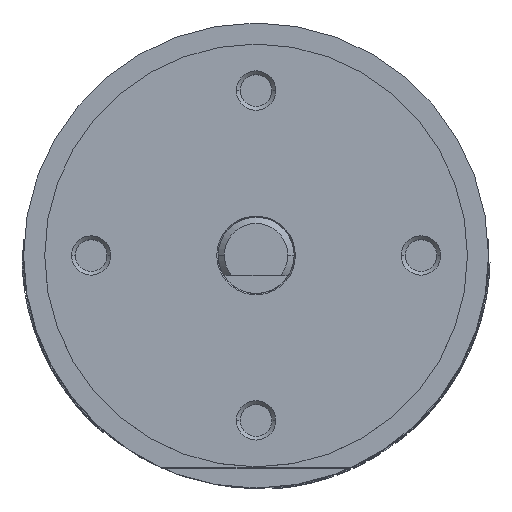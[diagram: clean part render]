
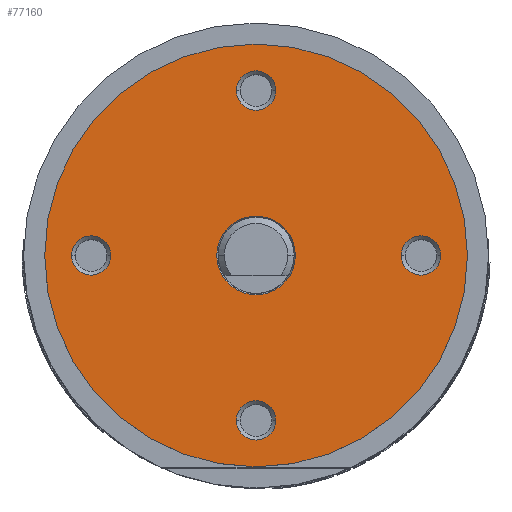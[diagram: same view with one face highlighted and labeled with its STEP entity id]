
A CAD part, top view. The second image highlights one B-rep face of the part: STEP entity #77160.
In plain terms, the highlighted planar face has unit normal (0, 0, 1).
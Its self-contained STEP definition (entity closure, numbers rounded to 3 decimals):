
#87 = AXIS2_PLACEMENT_3D ( 'NONE', #50270, #12556, #56607 ) ;
#688 = DIRECTION ( 'NONE',  ( 0., 0., -1. ) ) ;
#919 = PLANE ( 'NONE',  #62425 ) ;
#1483 = ORIENTED_EDGE ( 'NONE', *, *, #67748, .T. ) ;
#1779 = CARTESIAN_POINT ( 'NONE',  ( 16.663, 0., 0. ) ) ;
#2044 = ORIENTED_EDGE ( 'NONE', *, *, #32483, .T. ) ;
#2310 = ORIENTED_EDGE ( 'NONE', *, *, #77102, .F. ) ;
#2750 = DIRECTION ( 'NONE',  ( 0., 0., 1. ) ) ;
#2769 = CARTESIAN_POINT ( 'NONE',  ( 1.55, 13., 0. ) ) ;
#2833 = CARTESIAN_POINT ( 'NONE',  ( 0., 0., 0. ) ) ;
#3199 = EDGE_LOOP ( 'NONE', ( #2310, #35648 ) ) ;
#4656 = EDGE_CURVE ( 'NONE', #26407, #72760, #53338, .T. ) ;
#5008 = CARTESIAN_POINT ( 'NONE',  ( -16.663, 0., 0. ) ) ;
#5916 = ORIENTED_EDGE ( 'NONE', *, *, #36230, .T. ) ;
#7449 = EDGE_CURVE ( 'NONE', #72760, #26407, #69709, .T. ) ;
#7656 = AXIS2_PLACEMENT_3D ( 'NONE', #34942, #79143, #41249 ) ;
#9007 = EDGE_LOOP ( 'NONE', ( #14204, #12725 ) ) ;
#9129 = DIRECTION ( 'NONE',  ( 1., 0., 0. ) ) ;
#9455 = ORIENTED_EDGE ( 'NONE', *, *, #47827, .T. ) ;
#10187 = VERTEX_POINT ( 'NONE', #1779 ) ;
#10377 = FACE_BOUND ( 'NONE', #24721, .T. ) ;
#11615 = AXIS2_PLACEMENT_3D ( 'NONE', #14135, #58180, #20467 ) ;
#12087 = EDGE_LOOP ( 'NONE', ( #61774, #22572 ) ) ;
#12556 = DIRECTION ( 'NONE',  ( 0., 0., -1. ) ) ;
#12725 = ORIENTED_EDGE ( 'NONE', *, *, #7449, .T. ) ;
#14135 = CARTESIAN_POINT ( 'NONE',  ( 13., 0., 0. ) ) ;
#14204 = ORIENTED_EDGE ( 'NONE', *, *, #4656, .T. ) ;
#15525 = VERTEX_POINT ( 'NONE', #2769 ) ;
#15724 = ORIENTED_EDGE ( 'NONE', *, *, #28056, .T. ) ;
#16453 = AXIS2_PLACEMENT_3D ( 'NONE', #40381, #2750, #46749 ) ;
#17499 = DIRECTION ( 'NONE',  ( 0., 0., -1. ) ) ;
#17641 = AXIS2_PLACEMENT_3D ( 'NONE', #65194, #27401, #71579 ) ;
#17959 = AXIS2_PLACEMENT_3D ( 'NONE', #69857, #32030, #76187 ) ;
#18271 = FACE_BOUND ( 'NONE', #53899, .T. ) ;
#19472 = CARTESIAN_POINT ( 'NONE',  ( 3.1, 0., 0. ) ) ;
#20467 = DIRECTION ( 'NONE',  ( -1., 0., 0. ) ) ;
#21142 = CARTESIAN_POINT ( 'NONE',  ( 0., 0., 0. ) ) ;
#22572 = ORIENTED_EDGE ( 'NONE', *, *, #27869, .T. ) ;
#23778 = CIRCLE ( 'NONE', #17641, 1.55 ) ;
#24721 = EDGE_LOOP ( 'NONE', ( #5916, #15724 ) ) ;
#25401 = CARTESIAN_POINT ( 'NONE',  ( 0., 0., 0. ) ) ;
#26217 = CARTESIAN_POINT ( 'NONE',  ( 0., 3.1, 0. ) ) ;
#26407 = VERTEX_POINT ( 'NONE', #44479 ) ;
#26703 = VERTEX_POINT ( 'NONE', #74286 ) ;
#27401 = DIRECTION ( 'NONE',  ( 0., 0., -1. ) ) ;
#27449 = DIRECTION ( 'NONE',  ( 1., 0., 0. ) ) ;
#27869 = EDGE_CURVE ( 'NONE', #48764, #10187, #65999, .T. ) ;
#28056 = EDGE_CURVE ( 'NONE', #67829, #73353, #39964, .T. ) ;
#28597 = EDGE_LOOP ( 'NONE', ( #1483, #81570 ) ) ;
#28614 = AXIS2_PLACEMENT_3D ( 'NONE', #25401, #69556, #31717 ) ;
#30440 = EDGE_CURVE ( 'NONE', #66202, #54582, #73267, .T. ) ;
#31717 = DIRECTION ( 'NONE',  ( 1., 0., 0. ) ) ;
#32030 = DIRECTION ( 'NONE',  ( 0., 0., -1. ) ) ;
#32483 = EDGE_CURVE ( 'NONE', #75884, #15525, #62002, .T. ) ;
#32541 = DIRECTION ( 'NONE',  ( -1., 0., 0. ) ) ;
#34942 = CARTESIAN_POINT ( 'NONE',  ( -13., 0., 0. ) ) ;
#35144 = DIRECTION ( 'NONE',  ( 0., 0., -1. ) ) ;
#35648 = ORIENTED_EDGE ( 'NONE', *, *, #30440, .F. ) ;
#36230 = EDGE_CURVE ( 'NONE', #73353, #67829, #37283, .T. ) ;
#37283 = CIRCLE ( 'NONE', #11615, 1.55 ) ;
#38280 = CIRCLE ( 'NONE', #16453, 16.663 ) ;
#38346 = CARTESIAN_POINT ( 'NONE',  ( 0., 13., 0. ) ) ;
#39964 = CIRCLE ( 'NONE', #39999, 1.55 ) ;
#39999 = AXIS2_PLACEMENT_3D ( 'NONE', #55229, #17499, #61593 ) ;
#40381 = CARTESIAN_POINT ( 'NONE',  ( 0., 0., 0. ) ) ;
#41249 = DIRECTION ( 'NONE',  ( -1., 0., 0. ) ) ;
#41572 = AXIS2_PLACEMENT_3D ( 'NONE', #21142, #65247, #27449 ) ;
#41849 = FACE_OUTER_BOUND ( 'NONE', #12087, .T. ) ;
#43860 = CIRCLE ( 'NONE', #28614, 3.1 ) ;
#44479 = CARTESIAN_POINT ( 'NONE',  ( 1.55, -13., 0. ) ) ;
#44690 = DIRECTION ( 'NONE',  ( -1., 0., 0. ) ) ;
#46749 = DIRECTION ( 'NONE',  ( 1., 0., 0. ) ) ;
#46835 = DIRECTION ( 'NONE',  ( 0., 0., 1. ) ) ;
#47827 = EDGE_CURVE ( 'NONE', #15525, #75884, #52290, .T. ) ;
#48764 = VERTEX_POINT ( 'NONE', #5008 ) ;
#48974 = EDGE_CURVE ( 'NONE', #10187, #48764, #38280, .T. ) ;
#50270 = CARTESIAN_POINT ( 'NONE',  ( 0., 13., 0. ) ) ;
#50735 = CARTESIAN_POINT ( 'NONE',  ( -1.55, -13., 0. ) ) ;
#52290 = CIRCLE ( 'NONE', #87, 1.55 ) ;
#53338 = CIRCLE ( 'NONE', #78619, 1.55 ) ;
#53899 = EDGE_LOOP ( 'NONE', ( #9455, #2044 ) ) ;
#54084 = AXIS2_PLACEMENT_3D ( 'NONE', #2833, #46835, #9129 ) ;
#54582 = VERTEX_POINT ( 'NONE', #19472 ) ;
#55229 = CARTESIAN_POINT ( 'NONE',  ( 13., 0., 0. ) ) ;
#55768 = CARTESIAN_POINT ( 'NONE',  ( -1.55, 13., 0. ) ) ;
#56607 = DIRECTION ( 'NONE',  ( -1., 0., 0. ) ) ;
#58180 = DIRECTION ( 'NONE',  ( 0., 0., -1. ) ) ;
#58458 = VERTEX_POINT ( 'NONE', #76837 ) ;
#58654 = FACE_BOUND ( 'NONE', #3199, .T. ) ;
#60540 = CARTESIAN_POINT ( 'NONE',  ( 14.55, 0., 0. ) ) ;
#60669 = FACE_BOUND ( 'NONE', #9007, .T. ) ;
#61593 = DIRECTION ( 'NONE',  ( -1., 0., 0. ) ) ;
#61774 = ORIENTED_EDGE ( 'NONE', *, *, #48974, .T. ) ;
#62002 = CIRCLE ( 'NONE', #71691, 1.55 ) ;
#62425 = AXIS2_PLACEMENT_3D ( 'NONE', #26217, #70383, #32541 ) ;
#62766 = CIRCLE ( 'NONE', #7656, 1.55 ) ;
#65194 = CARTESIAN_POINT ( 'NONE',  ( -13., 0., 0. ) ) ;
#65247 = DIRECTION ( 'NONE',  ( 0., 0., 1. ) ) ;
#65999 = CIRCLE ( 'NONE', #41572, 16.663 ) ;
#66202 = VERTEX_POINT ( 'NONE', #78172 ) ;
#67748 = EDGE_CURVE ( 'NONE', #58458, #26703, #62766, .T. ) ;
#67829 = VERTEX_POINT ( 'NONE', #79681 ) ;
#69556 = DIRECTION ( 'NONE',  ( 0., 0., 1. ) ) ;
#69709 = CIRCLE ( 'NONE', #17959, 1.55 ) ;
#69857 = CARTESIAN_POINT ( 'NONE',  ( 0., -13., 0. ) ) ;
#70383 = DIRECTION ( 'NONE',  ( 0., 0., -1. ) ) ;
#71579 = DIRECTION ( 'NONE',  ( -1., 0., 0. ) ) ;
#71691 = AXIS2_PLACEMENT_3D ( 'NONE', #38346, #688, #44690 ) ;
#72760 = VERTEX_POINT ( 'NONE', #50735 ) ;
#73041 = CARTESIAN_POINT ( 'NONE',  ( 0., -13., 0. ) ) ;
#73267 = CIRCLE ( 'NONE', #54084, 3.1 ) ;
#73353 = VERTEX_POINT ( 'NONE', #60540 ) ;
#74286 = CARTESIAN_POINT ( 'NONE',  ( -14.55, 0., 0. ) ) ;
#75502 = FACE_BOUND ( 'NONE', #28597, .T. ) ;
#75884 = VERTEX_POINT ( 'NONE', #55768 ) ;
#76187 = DIRECTION ( 'NONE',  ( -1., 0., 0. ) ) ;
#76837 = CARTESIAN_POINT ( 'NONE',  ( -11.45, 0., 0. ) ) ;
#77102 = EDGE_CURVE ( 'NONE', #54582, #66202, #43860, .T. ) ;
#77160 = ADVANCED_FACE ( 'NONE', ( #60669, #10377, #18271, #75502, #58654, #41849 ), #919, .F. ) ;
#78172 = CARTESIAN_POINT ( 'NONE',  ( -3.1, 0., 0. ) ) ;
#78619 = AXIS2_PLACEMENT_3D ( 'NONE', #73041, #35144, #79361 ) ;
#79143 = DIRECTION ( 'NONE',  ( 0., 0., -1. ) ) ;
#79201 = EDGE_CURVE ( 'NONE', #26703, #58458, #23778, .T. ) ;
#79361 = DIRECTION ( 'NONE',  ( -1., 0., 0. ) ) ;
#79681 = CARTESIAN_POINT ( 'NONE',  ( 11.45, 0., 0. ) ) ;
#81570 = ORIENTED_EDGE ( 'NONE', *, *, #79201, .T. ) ;
